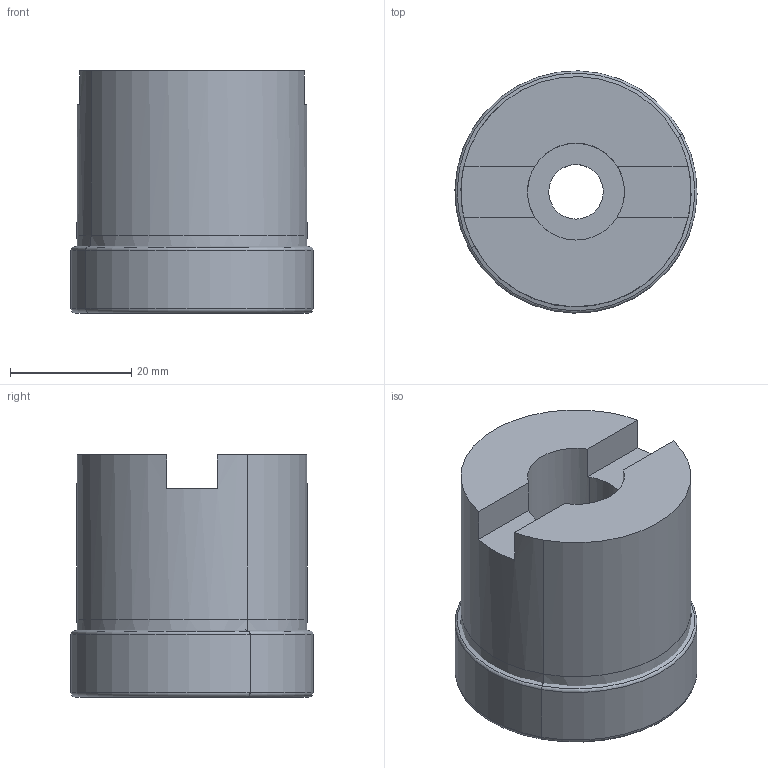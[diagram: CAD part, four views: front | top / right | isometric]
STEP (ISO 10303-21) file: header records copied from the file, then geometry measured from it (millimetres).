
FILE_DESCRIPTION(('CATIA V5 STEP','CAx-IF Rec.Pracs.--- Model Styling and Organization---1.2---2011-12-15'),'2;1');
FILE_NAME('6187366 - 4N TF90-440-16R-11_STPL.stp','2018-08-21T00:43:40+00:00',('none'),('none'),'CATIA Version 5 Release 21 SP 5 (IN-10)','CATIA V5 STEP AP214','none');
FILE_SCHEMA(('AUTOMOTIVE_DESIGN { 1 0 10303 214 1 1 1 1 }'));
Length unit declared in the file: millimetre
Products named in the file (1): 4N TF90-440-16R-11
Bounding box: 39.99 x 39.99 x 40 mm (x, y, z)
Volume: 47081.7 mm3; surface area: 12506.6 mm2
Topology: 2 solids, 2 shells, 41 faces, 100 edges, 63 vertices
Faces by surface type: cylinder 12, revolution 12, plane 11, cone 4, torus 2
Entity records: 1279 total; most frequent: CARTESIAN_POINT 357, ORIENTED_EDGE 184, DIRECTION 138, EDGE_CURVE 92, AXIS2_PLACEMENT_3D 69, VERTEX_POINT 54, CIRCLE 48, EDGE_LOOP 44
